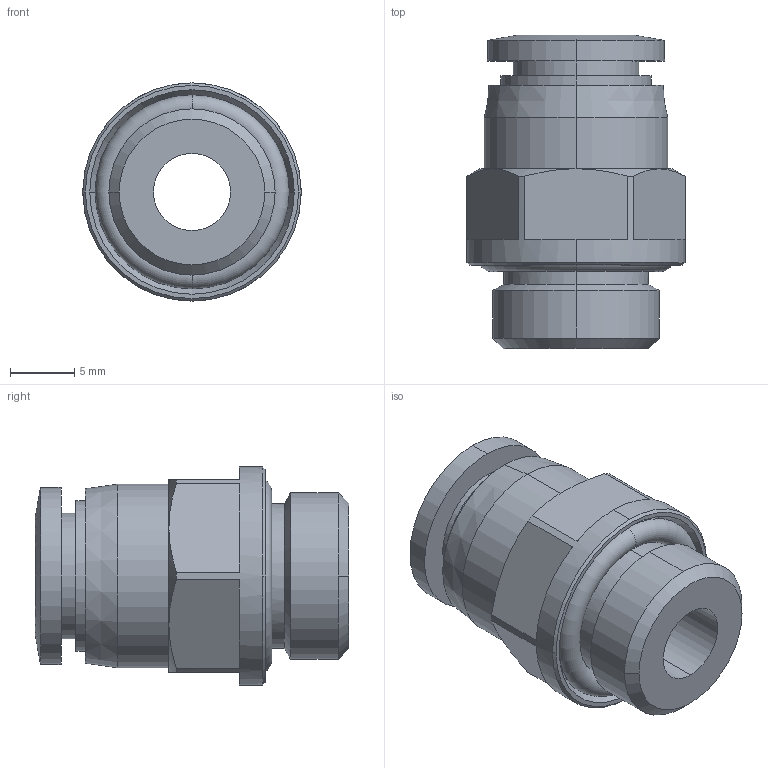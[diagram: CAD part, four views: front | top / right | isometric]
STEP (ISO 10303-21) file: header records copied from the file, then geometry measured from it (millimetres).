
FILE_DESCRIPTION (( 'STEP AP214' ), '1' );
FILE_NAME ('MS8M-14G.step', '2019-07-30T13:20:00', ( '' ), ( '' ), 'SwSTEP 2.0', 'SolidWorks 2018', '' );
FILE_SCHEMA (( 'AUTOMOTIVE_DESIGN' ));
Length unit declared in the file: inch
Products named in the file (1): MS8M-14G
Bounding box: 17 x 24.4 x 17 mm (x, y, z)
Volume: 2640.1 mm3; surface area: 2520.8 mm2
Topology: 2 solids, 2 shells, 64 faces, 144 edges, 90 vertices
Faces by surface type: plane 21, cylinder 18, cone 18, torus 6, bspline 1
Entity records: 2197 total; most frequent: CARTESIAN_POINT 674, DIRECTION 332, ORIENTED_EDGE 288, EDGE_CURVE 144, AXIS2_PLACEMENT_3D 142, VERTEX_POINT 90, CIRCLE 78, EDGE_LOOP 74
